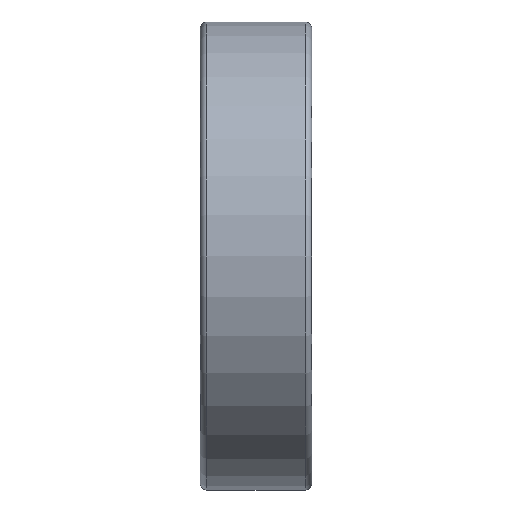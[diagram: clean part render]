
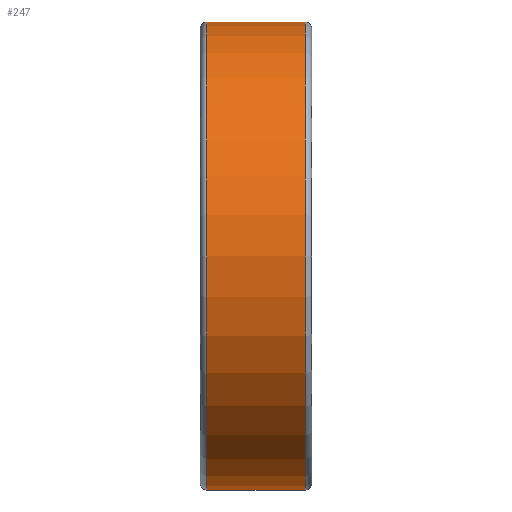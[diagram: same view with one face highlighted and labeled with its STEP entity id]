
A CAD part, front view. The second image highlights one B-rep face of the part: STEP entity #247.
In plain terms, the highlighted cylindrical face has radius 10.5 mm (diameter 21 mm), a full revolution.
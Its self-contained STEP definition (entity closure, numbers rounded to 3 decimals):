
#247 = ADVANCED_FACE( '', ( #430, #431 ), #432, .T. );
#430 = FACE_OUTER_BOUND( '', #627, .T. );
#431 = FACE_OUTER_BOUND( '', #628, .T. );
#432 = CYLINDRICAL_SURFACE( '', #629, 10.5 );
#627 = EDGE_LOOP( '', ( #830 ) );
#628 = EDGE_LOOP( '', ( #831 ) );
#629 = AXIS2_PLACEMENT_3D( '', #832, #833, #834 );
#830 = ORIENTED_EDGE( '', *, *, #1075, .T. );
#831 = ORIENTED_EDGE( '', *, *, #1076, .F. );
#832 = CARTESIAN_POINT( '', ( 50., 0., 0. ) );
#833 = DIRECTION( '', ( -1., 0., 0. ) );
#834 = DIRECTION( '', ( 0., 0., -1. ) );
#1075 = EDGE_CURVE( '', #1180, #1180, #1181, .T. );
#1076 = EDGE_CURVE( '', #1182, #1182, #1183, .T. );
#1180 = VERTEX_POINT( '', #1313 );
#1181 = CIRCLE( '', #1314, 10.5 );
#1182 = VERTEX_POINT( '', #1315 );
#1183 = CIRCLE( '', #1316, 10.5 );
#1313 = CARTESIAN_POINT( '', ( 0.3, 0., -10.5 ) );
#1314 = AXIS2_PLACEMENT_3D( '', #1450, #1451, #1452 );
#1315 = CARTESIAN_POINT( '', ( 4.7, 0., -10.5 ) );
#1316 = AXIS2_PLACEMENT_3D( '', #1453, #1454, #1455 );
#1450 = CARTESIAN_POINT( '', ( 0.3, 0., 0. ) );
#1451 = DIRECTION( '', ( 1., 0., 0. ) );
#1452 = DIRECTION( '', ( 0., 0., -1. ) );
#1453 = CARTESIAN_POINT( '', ( 4.7, 0., 0. ) );
#1454 = DIRECTION( '', ( 1., 0., 0. ) );
#1455 = DIRECTION( '', ( 0., 0., -1. ) );
